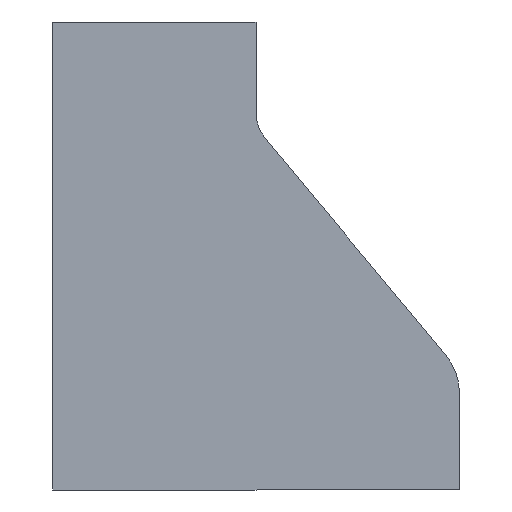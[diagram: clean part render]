
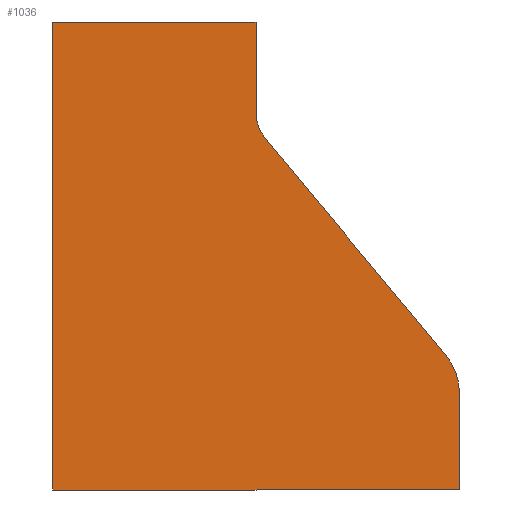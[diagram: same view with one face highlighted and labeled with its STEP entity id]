
A CAD part, front view. The second image highlights one B-rep face of the part: STEP entity #1036.
In plain terms, the highlighted planar face has unit normal (0, -1, 0).
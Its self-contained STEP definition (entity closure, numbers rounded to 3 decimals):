
#6 = CARTESIAN_POINT ( 'NONE',  ( -50., 0., 0. ) ) ;
#19 = DIRECTION ( 'NONE',  ( -1., 0., 0. ) ) ;
#22 = CARTESIAN_POINT ( 'NONE',  ( -150., 0., -230. ) ) ;
#49 = CARTESIAN_POINT ( 'NONE',  ( -70., 0., -44.501 ) ) ;
#53 = PLANE ( 'NONE',  #375 ) ;
#55 = DIRECTION ( 'NONE',  ( 0., 0., 1. ) ) ;
#56 = DIRECTION ( 'NONE',  ( 0., 1., 0. ) ) ;
#109 = CARTESIAN_POINT ( 'NONE',  ( 150., 0., 0. ) ) ;
#154 = CARTESIAN_POINT ( 'NONE',  ( 243.047, 0., -163.398 ) ) ;
#160 = CARTESIAN_POINT ( 'NONE',  ( 154.636, 0., -57.304 ) ) ;
#166 = CARTESIAN_POINT ( 'NONE',  ( 50., 0., 0. ) ) ;
#168 = CARTESIAN_POINT ( 'NONE',  ( 250., 0., -230. ) ) ;
#173 = CARTESIAN_POINT ( 'NONE',  ( 250., 0., -182.603 ) ) ;
#174 = CARTESIAN_POINT ( 'NONE',  ( 50., 0., -230. ) ) ;
#177 = CARTESIAN_POINT ( 'NONE',  ( 150., 0., -44.501 ) ) ;
#193 = DIRECTION ( 'NONE',  ( 0., 0., 1. ) ) ;
#194 = DIRECTION ( 'NONE',  ( 0., 1., 0. ) ) ;
#195 = CARTESIAN_POINT ( 'NONE',  ( 170., 0., -44.501 ) ) ;
#216 = CARTESIAN_POINT ( 'NONE',  ( 150., 0., 0. ) ) ;
#223 = DIRECTION ( 'NONE',  ( 0., 0., 1. ) ) ;
#232 = DIRECTION ( 'NONE',  ( 1., 0., 0. ) ) ;
#240 = DIRECTION ( 'NONE',  ( -0.64, 0., 0.768 ) ) ;
#244 = CARTESIAN_POINT ( 'NONE',  ( 154.636, 0., -57.304 ) ) ;
#255 = DIRECTION ( 'NONE',  ( 0., 0., 1. ) ) ;
#256 = DIRECTION ( 'NONE',  ( 0., -1., 0. ) ) ;
#257 = CARTESIAN_POINT ( 'NONE',  ( 220., 0., -182.603 ) ) ;
#264 = DIRECTION ( 'NONE',  ( 0., 0., 1. ) ) ;
#265 = CARTESIAN_POINT ( 'NONE',  ( 50., 0., 0. ) ) ;
#288 = CARTESIAN_POINT ( 'NONE',  ( 250., 0., -182.603 ) ) ;
#313 = DIRECTION ( 'NONE',  ( 0., 0., 1. ) ) ;
#367 = AXIS2_PLACEMENT_3D ( 'NONE', #195, #194, #193 ) ;
#368 = AXIS2_PLACEMENT_3D ( 'NONE', #257, #256, #255 ) ;
#375 = AXIS2_PLACEMENT_3D ( 'NONE', #49, #56, #55 ) ;
#474 = EDGE_CURVE ( 'NONE', #651, #655, #828, .T. ) ;
#478 = EDGE_CURVE ( 'NONE', #632, #655, #817, .T. ) ;
#481 = EDGE_CURVE ( 'NONE', #630, #645, #811, .T. ) ;
#488 = EDGE_CURVE ( 'NONE', #645, #632, #797, .T. ) ;
#490 = EDGE_CURVE ( 'NONE', #646, #617, #793, .T. ) ;
#491 = EDGE_CURVE ( 'NONE', #617, #619, #791, .T. ) ;
#492 = EDGE_CURVE ( 'NONE', #619, #651, #790, .T. ) ;
#512 = EDGE_CURVE ( 'NONE', #630, #646, #911, .T. ) ;
#617 = VERTEX_POINT ( 'NONE', #154 ) ;
#619 = VERTEX_POINT ( 'NONE', #160 ) ;
#630 = VERTEX_POINT ( 'NONE', #168 ) ;
#632 = VERTEX_POINT ( 'NONE', #166 ) ;
#645 = VERTEX_POINT ( 'NONE', #174 ) ;
#646 = VERTEX_POINT ( 'NONE', #173 ) ;
#651 = VERTEX_POINT ( 'NONE', #177 ) ;
#655 = VERTEX_POINT ( 'NONE', #109 ) ;
#727 = ORIENTED_EDGE ( 'NONE', *, *, #490, .T. ) ;
#730 = ORIENTED_EDGE ( 'NONE', *, *, #492, .T. ) ;
#768 = EDGE_LOOP ( 'NONE', ( #862, #851, #848, #849, #727, #852, #730, #863 ) ) ;
#789 = VECTOR ( 'NONE', #240, 1000. ) ;
#790 = CIRCLE ( 'NONE', #367, 20. ) ;
#791 = LINE ( 'NONE', #244, #789 ) ;
#793 = CIRCLE ( 'NONE', #368, 30. ) ;
#794 = VECTOR ( 'NONE', #264, 1000. ) ;
#797 = LINE ( 'NONE', #265, #794 ) ;
#808 = VECTOR ( 'NONE', #19, 1000. ) ;
#811 = LINE ( 'NONE', #22, #808 ) ;
#814 = VECTOR ( 'NONE', #232, 1000. ) ;
#817 = LINE ( 'NONE', #6, #814 ) ;
#821 = VECTOR ( 'NONE', #223, 1000. ) ;
#828 = LINE ( 'NONE', #216, #821 ) ;
#848 = ORIENTED_EDGE ( 'NONE', *, *, #481, .F. ) ;
#849 = ORIENTED_EDGE ( 'NONE', *, *, #512, .T. ) ;
#851 = ORIENTED_EDGE ( 'NONE', *, *, #488, .F. ) ;
#852 = ORIENTED_EDGE ( 'NONE', *, *, #491, .T. ) ;
#862 = ORIENTED_EDGE ( 'NONE', *, *, #478, .F. ) ;
#863 = ORIENTED_EDGE ( 'NONE', *, *, #474, .T. ) ;
#911 = LINE ( 'NONE', #288, #916 ) ;
#914 = FACE_OUTER_BOUND ( 'NONE', #768, .T. ) ;
#916 = VECTOR ( 'NONE', #313, 1000. ) ;
#1036 = ADVANCED_FACE ( 'NONE', ( #914 ), #53, .F. ) ;
